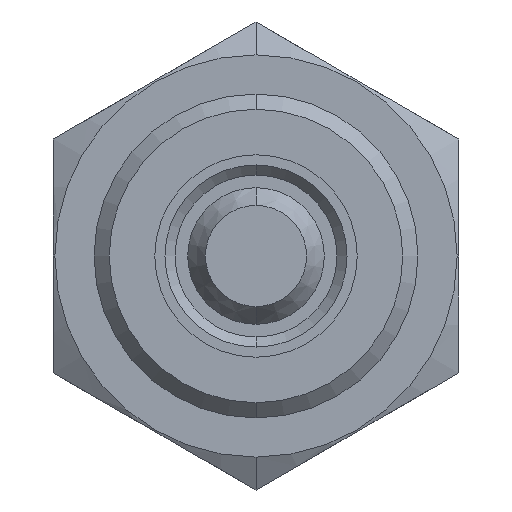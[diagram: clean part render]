
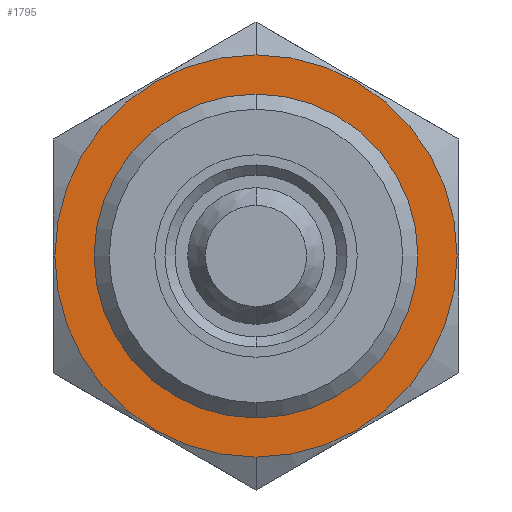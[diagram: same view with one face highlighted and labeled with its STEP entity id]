
A CAD part, front view. The second image highlights one B-rep face of the part: STEP entity #1795.
In plain terms, the highlighted planar face has unit normal (0, -1, 0).
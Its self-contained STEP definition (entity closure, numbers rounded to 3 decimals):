
#157=CARTESIAN_POINT('',(0.,-0.6,0.));
#158=DIRECTION('',(0.,-1.,0.));
#159=DIRECTION('',(0.,0.,-1.));
#160=AXIS2_PLACEMENT_3D('',#157,#158,#159);
#162=CARTESIAN_POINT('',(0.,-0.6,0.));
#163=DIRECTION('',(0.,1.,0.));
#164=DIRECTION('',(0.,0.,-1.));
#165=AXIS2_PLACEMENT_3D('',#162,#163,#164);
#203=CARTESIAN_POINT('',(0.,-0.6,0.));
#204=DIRECTION('',(0.,1.,0.));
#205=DIRECTION('',(0.,0.,-1.));
#206=AXIS2_PLACEMENT_3D('',#203,#204,#205);
#256=CARTESIAN_POINT('',(0.,-0.6,0.));
#257=DIRECTION('',(0.,-1.,0.));
#258=DIRECTION('',(0.,0.,-1.));
#259=AXIS2_PLACEMENT_3D('',#256,#257,#258);
#1371=CARTESIAN_POINT('',(0.,-0.6,-3.2));
#1372=CARTESIAN_POINT('',(0.,-0.6,3.2));
#1373=VERTEX_POINT('',#1371);
#1374=VERTEX_POINT('',#1372);
#1375=CARTESIAN_POINT('',(0.,-0.6,-3.975));
#1376=CARTESIAN_POINT('',(0.,-0.6,3.975));
#1377=VERTEX_POINT('',#1375);
#1378=VERTEX_POINT('',#1376);
#1780=CARTESIAN_POINT('',(0.,-0.6,0.));
#1781=DIRECTION('',(0.,1.,0.));
#1782=DIRECTION('',(0.,0.,-1.));
#1783=AXIS2_PLACEMENT_3D('',#1780,#1781,#1782);
#1784=PLANE('',#1783);
#1786=ORIENTED_EDGE('',*,*,#1785,.T.);
#1788=ORIENTED_EDGE('',*,*,#1787,.F.);
#1789=EDGE_LOOP('',(#1786,#1788));
#1790=FACE_OUTER_BOUND('',#1789,.F.);
#1791=ORIENTED_EDGE('',*,*,#1762,.T.);
#1792=ORIENTED_EDGE('',*,*,#1747,.F.);
#1793=EDGE_LOOP('',(#1791,#1792));
#1794=FACE_BOUND('',#1793,.F.);
#161=CIRCLE('',#160,3.2);
#166=CIRCLE('',#165,3.2);
#207=CIRCLE('',#206,3.975);
#260=CIRCLE('',#259,3.975);
#1747=EDGE_CURVE('',#1373,#1374,#166,.T.);
#1762=EDGE_CURVE('',#1373,#1374,#161,.T.);
#1785=EDGE_CURVE('',#1377,#1378,#207,.T.);
#1787=EDGE_CURVE('',#1377,#1378,#260,.T.);
#1795=ADVANCED_FACE('',(#1790,#1794),#1784,.F.);
